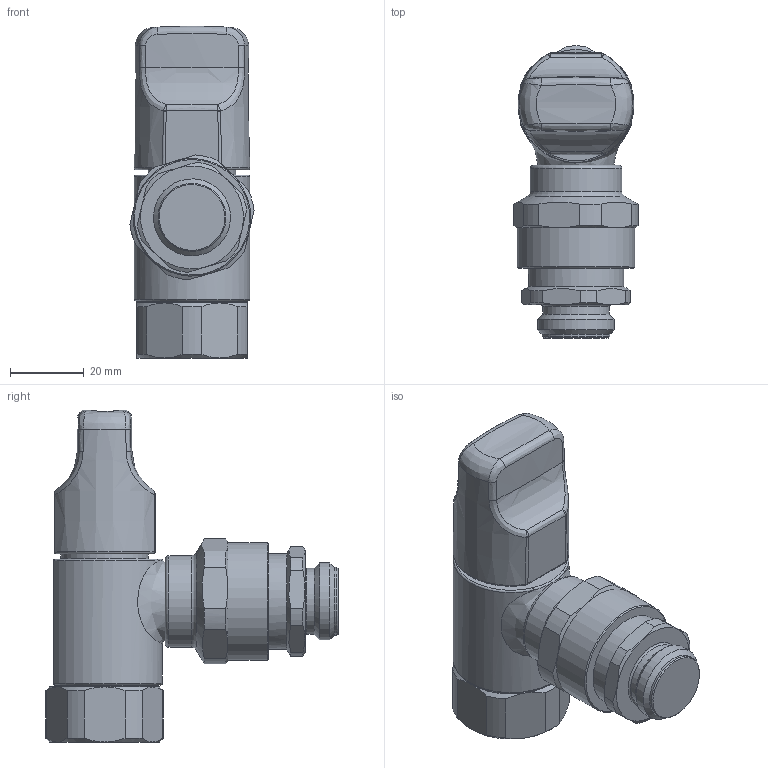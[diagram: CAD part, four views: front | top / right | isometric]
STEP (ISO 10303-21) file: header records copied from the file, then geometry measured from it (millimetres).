
FILE_DESCRIPTION (( 'STEP AP203' ), '1' );
FILE_NAME ('180.STEP', '2017-05-11T09:23:37', ( '' ), ( '' ), 'SwSTEP 2.0', 'SolidWorks 2016', '' );
FILE_SCHEMA (( 'CONFIG_CONTROL_DESIGN' ));
Length unit declared in the file: millimetre
Products named in the file (1): 180
Bounding box: 33.79 x 79.48 x 90.31 mm (x, y, z)
Volume: 83681.4 mm3; surface area: 17080.8 mm2
Topology: 1 solids, 1 shells, 151 faces, 357 edges, 212 vertices
Faces by surface type: bspline 36, cone 35, cylinder 34, plane 31, torus 15
Full cylindrical faces by diameter (mm): 18 x1, 18.5 x1, 20.955 x1, 23.75 x1, 25 x1, 26 x2, 32 x1
Entity records: 6153 total; most frequent: CARTESIAN_POINT 3103, ORIENTED_EDGE 642, DIRECTION 558, EDGE_CURVE 321, AXIS2_PLACEMENT_3D 255, VERTEX_POINT 200, EDGE_LOOP 179, FACE_OUTER_BOUND 164
